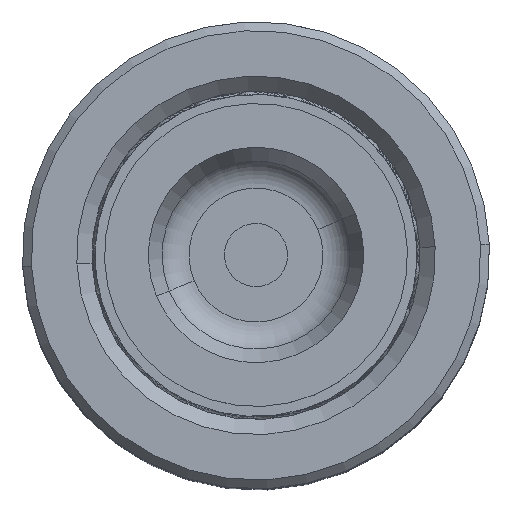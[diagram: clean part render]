
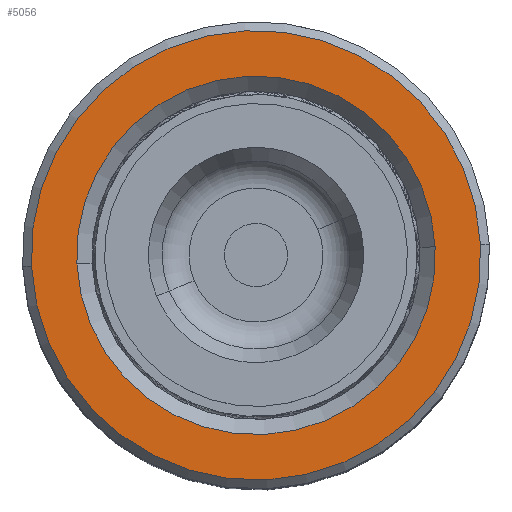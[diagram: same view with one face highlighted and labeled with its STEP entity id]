
A CAD part, top view. The second image highlights one B-rep face of the part: STEP entity #5056.
In plain terms, the highlighted planar face has unit normal (0, 0, 1).
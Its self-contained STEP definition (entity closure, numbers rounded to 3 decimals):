
#326 = CIRCLE ( 'NONE', #18254, 14.2 ) ;
#650 = VERTEX_POINT ( 'NONE', #36772 ) ;
#821 = DIRECTION ( 'NONE',  ( 1., 0., 0. ) ) ;
#1802 = EDGE_CURVE ( 'NONE', #8246, #32451, #326, .T. ) ;
#4207 = CARTESIAN_POINT ( 'NONE',  ( 0., 0., 60. ) ) ;
#5056 = ADVANCED_FACE ( 'NONE', ( #27053, #25147 ), #11957, .T. ) ;
#5091 = DIRECTION ( 'NONE',  ( 0., 0., 1. ) ) ;
#5327 = ORIENTED_EDGE ( 'NONE', *, *, #35581, .T. ) ;
#7840 = DIRECTION ( 'NONE',  ( 1., 0., 0. ) ) ;
#8246 = VERTEX_POINT ( 'NONE', #10308 ) ;
#8415 = ORIENTED_EDGE ( 'NONE', *, *, #9713, .T. ) ;
#8940 = AXIS2_PLACEMENT_3D ( 'NONE', #37584, #19266, #19964 ) ;
#8994 = DIRECTION ( 'NONE',  ( 1., 0., 0. ) ) ;
#9713 = EDGE_CURVE ( 'NONE', #650, #17820, #23520, .T. ) ;
#10308 = CARTESIAN_POINT ( 'NONE',  ( 14.2, 0., 60. ) ) ;
#11957 = PLANE ( 'NONE',  #19319 ) ;
#12613 = AXIS2_PLACEMENT_3D ( 'NONE', #35961, #5091, #7840 ) ;
#13494 = AXIS2_PLACEMENT_3D ( 'NONE', #4207, #28619, #821 ) ;
#13583 = CIRCLE ( 'NONE', #8940, 14.2 ) ;
#13649 = EDGE_LOOP ( 'NONE', ( #5327, #8415 ) ) ;
#13692 = CIRCLE ( 'NONE', #12613, 17.8 ) ;
#13882 = CARTESIAN_POINT ( 'NONE',  ( -14.2, 0., 60. ) ) ;
#15584 = ORIENTED_EDGE ( 'NONE', *, *, #17540, .T. ) ;
#16623 = DIRECTION ( 'NONE',  ( 0., 0., -1. ) ) ;
#16707 = EDGE_LOOP ( 'NONE', ( #33352, #15584 ) ) ;
#17540 = EDGE_CURVE ( 'NONE', #32451, #8246, #13583, .T. ) ;
#17820 = VERTEX_POINT ( 'NONE', #39735 ) ;
#18148 = CARTESIAN_POINT ( 'NONE',  ( 0., 0., 60. ) ) ;
#18254 = AXIS2_PLACEMENT_3D ( 'NONE', #34650, #16623, #38159 ) ;
#19266 = DIRECTION ( 'NONE',  ( 0., 0., -1. ) ) ;
#19319 = AXIS2_PLACEMENT_3D ( 'NONE', #18148, #24387, #8994 ) ;
#19964 = DIRECTION ( 'NONE',  ( 1., 0., 0. ) ) ;
#23520 = CIRCLE ( 'NONE', #13494, 17.8 ) ;
#24387 = DIRECTION ( 'NONE',  ( 0., 0., 1. ) ) ;
#25147 = FACE_BOUND ( 'NONE', #16707, .T. ) ;
#27053 = FACE_OUTER_BOUND ( 'NONE', #13649, .T. ) ;
#28619 = DIRECTION ( 'NONE',  ( 0., 0., 1. ) ) ;
#32451 = VERTEX_POINT ( 'NONE', #13882 ) ;
#33352 = ORIENTED_EDGE ( 'NONE', *, *, #1802, .T. ) ;
#34650 = CARTESIAN_POINT ( 'NONE',  ( 0., 0., 60. ) ) ;
#35581 = EDGE_CURVE ( 'NONE', #17820, #650, #13692, .T. ) ;
#35961 = CARTESIAN_POINT ( 'NONE',  ( 0., 0., 60. ) ) ;
#36772 = CARTESIAN_POINT ( 'NONE',  ( 17.8, 0., 60. ) ) ;
#37584 = CARTESIAN_POINT ( 'NONE',  ( 0., 0., 60. ) ) ;
#38159 = DIRECTION ( 'NONE',  ( 1., 0., 0. ) ) ;
#39735 = CARTESIAN_POINT ( 'NONE',  ( -17.8, 0., 60. ) ) ;
